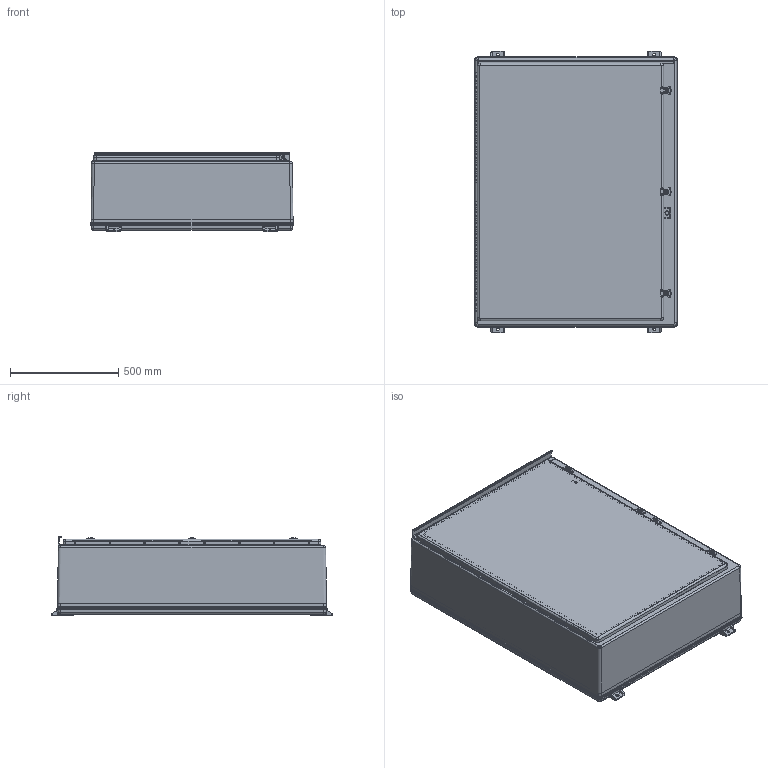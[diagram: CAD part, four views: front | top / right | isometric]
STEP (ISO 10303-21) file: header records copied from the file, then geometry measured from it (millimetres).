
FILE_DESCRIPTION(/* description */ (''),/* implementation_level */ '2;1');
FILE_NAME(/* name */ 'HW-N3R483612CH.stp',/* time_stamp */ '2014-03-13T12:05:19-05:00',/* author */ ('pmescher'),/* organization */ (''),/* preprocessor_version */ 'ST-DEVELOPER v15.2',/* originating_system */ 'Autodesk Inventor 2014',/* authorisation */ '');
FILE_SCHEMA (('AUTOMOTIVE_DESIGN { 1 0 10303 214 3 1 1 }'));
Length unit declared in the file: inch
Products named in the file (27): WPN483612SRT; WPN4836B; N4836RS; WPN483612RTPCVR; N483612G; WPN4836RU; LL150 LATCH CAM; LL150 LATCH WING; LL150 LATCH BASE; LL150 LATCH HINGE PIN; LL150 LATCH RIVET PIN; LL150 LATCH; HASP; HASP INSERT; HASP SCREW; HASP ASSEMBLY; 0.13 RIVET PIN; SS HINGE PIN (20); SS HINGE COVER (20); SS HINGE BASE  (20); 20; 20_1; LL150  LATCH KEEPER PAD; LL150 KEEPER PAD ASSEMBLY; 10-24 X 0.375 DP BRASS INSERT; N483612RT_STP
Bounding box: 941.39 x 1302.54 x 367.13 mm (x, y, z)
Volume: 21910409.8 mm3; surface area: 8451275.7 mm2
Topology: 62 solids, 62 shells, 1713 faces, 4247 edges, 2656 vertices
Faces by surface type: cylinder 692, plane 682, torus 156, bspline 107, cone 38, sphere 38
Full cylindrical faces by diameter (mm): 1.587 x12, 1.651 x19, 3.175 x82, 3.302 x75, 3.429 x6, 3.5 x6, 3.556 x12, 3.683 x2, 3.969 x6, 4.762 x6, 5.08 x6, 5.105 x1, 5.11 x1, 6.35 x1, 7.137 x4, 7.544 x19, 8.64 x2, 10.312 x1, 12.954 x2, 12.959 x2, 14.3 x8
Entity records: 32150 total; most frequent: CARTESIAN_POINT 8988, DIRECTION 4931, ORIENTED_EDGE 4318, EDGE_CURVE 2159, AXIS2_PLACEMENT_3D 1904, VERTEX_POINT 1454, EDGE_LOOP 1349, LINE 1123
